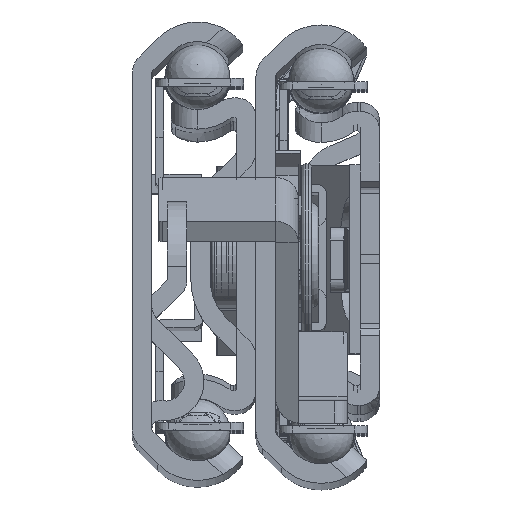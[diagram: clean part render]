
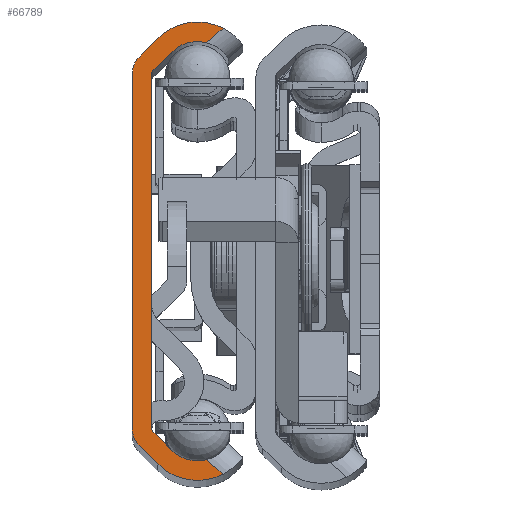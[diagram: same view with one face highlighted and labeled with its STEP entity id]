
A CAD part, top view. The second image highlights one B-rep face of the part: STEP entity #66789.
In plain terms, the highlighted planar face has unit normal (0, 0, 1).
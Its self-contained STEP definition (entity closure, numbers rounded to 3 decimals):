
#5723=PLANE('',#72639);
#9081=FACE_OUTER_BOUND('',#12590,.T.);
#12590=EDGE_LOOP('',(#59111,#59112,#59113,#59114,#59115,#59116,#59117,#59118,
#59119,#59120,#59121,#59122,#59123,#59124,#59125,#59126));
#16502=LINE('',#137248,#20628);
#16628=LINE('',#137740,#20754);
#16718=LINE('',#138069,#20844);
#16719=LINE('',#138074,#20845);
#16720=LINE('',#138079,#20846);
#16721=LINE('',#138082,#20847);
#16722=LINE('',#138084,#20848);
#16723=LINE('',#138086,#20849);
#20628=VECTOR('',#87716,10.);
#20754=VECTOR('',#88032,10.);
#20844=VECTOR('',#88294,10.);
#20845=VECTOR('',#88299,10.);
#20846=VECTOR('',#88304,10.);
#20847=VECTOR('',#88307,10.);
#20848=VECTOR('',#88308,10.);
#20849=VECTOR('',#88311,10.);
#23446=CIRCLE('',#72491,1.8);
#23493=CIRCLE('',#72633,4.3);
#23494=CIRCLE('',#72637,4.3);
#23495=CIRCLE('',#72640,2.8);
#23496=CIRCLE('',#72641,0.3);
#23497=CIRCLE('',#72642,0.3);
#23498=CIRCLE('',#72643,2.8);
#23499=CIRCLE('',#72644,1.8);
#29712=VERTEX_POINT('',#137245);
#29713=VERTEX_POINT('',#137247);
#29787=VERTEX_POINT('',#137397);
#29788=VERTEX_POINT('',#137399);
#29848=VERTEX_POINT('',#137739);
#29910=VERTEX_POINT('',#137988);
#29911=VERTEX_POINT('',#137999);
#29916=VERTEX_POINT('',#138037);
#29917=VERTEX_POINT('',#138039);
#29919=VERTEX_POINT('',#138054);
#29920=VERTEX_POINT('',#138071);
#29921=VERTEX_POINT('',#138073);
#29922=VERTEX_POINT('',#138076);
#29923=VERTEX_POINT('',#138078);
#29924=VERTEX_POINT('',#138080);
#29925=VERTEX_POINT('',#138083);
#39349=EDGE_CURVE('',#29712,#29713,#16502,.T.);
#39425=EDGE_CURVE('',#29787,#29788,#23446,.T.);
#39533=EDGE_CURVE('',#29788,#29848,#16628,.T.);
#39648=EDGE_CURVE('',#29910,#29911,#23493,.T.);
#39657=EDGE_CURVE('',#29916,#29917,#23494,.T.);
#39661=EDGE_CURVE('',#29919,#29910,#16718,.T.);
#39662=EDGE_CURVE('',#29920,#29919,#23495,.T.);
#39663=EDGE_CURVE('',#29921,#29920,#16719,.T.);
#39664=EDGE_CURVE('',#29713,#29921,#23496,.T.);
#39665=EDGE_CURVE('',#29922,#29712,#23497,.T.);
#39666=EDGE_CURVE('',#29923,#29922,#16720,.T.);
#39667=EDGE_CURVE('',#29924,#29923,#23498,.T.);
#39668=EDGE_CURVE('',#29917,#29924,#16721,.T.);
#39669=EDGE_CURVE('',#29925,#29916,#16722,.T.);
#39670=EDGE_CURVE('',#29848,#29925,#23499,.T.);
#39671=EDGE_CURVE('',#29911,#29787,#16723,.T.);
#59111=ORIENTED_EDGE('',*,*,#39661,.F.);
#59112=ORIENTED_EDGE('',*,*,#39662,.F.);
#59113=ORIENTED_EDGE('',*,*,#39663,.F.);
#59114=ORIENTED_EDGE('',*,*,#39664,.F.);
#59115=ORIENTED_EDGE('',*,*,#39349,.F.);
#59116=ORIENTED_EDGE('',*,*,#39665,.F.);
#59117=ORIENTED_EDGE('',*,*,#39666,.F.);
#59118=ORIENTED_EDGE('',*,*,#39667,.F.);
#59119=ORIENTED_EDGE('',*,*,#39668,.F.);
#59120=ORIENTED_EDGE('',*,*,#39657,.F.);
#59121=ORIENTED_EDGE('',*,*,#39669,.F.);
#59122=ORIENTED_EDGE('',*,*,#39670,.F.);
#59123=ORIENTED_EDGE('',*,*,#39533,.F.);
#59124=ORIENTED_EDGE('',*,*,#39425,.F.);
#59125=ORIENTED_EDGE('',*,*,#39671,.F.);
#59126=ORIENTED_EDGE('',*,*,#39648,.F.);
#66789=ADVANCED_FACE('',(#9081),#5723,.T.);
#72491=AXIS2_PLACEMENT_3D('',#137400,#87826,#87827);
#72633=AXIS2_PLACEMENT_3D('',#138000,#88275,#88276);
#72637=AXIS2_PLACEMENT_3D('',#138040,#88289,#88290);
#72639=AXIS2_PLACEMENT_3D('',#138070,#88295,#88296);
#72640=AXIS2_PLACEMENT_3D('',#138072,#88297,#88298);
#72641=AXIS2_PLACEMENT_3D('',#138075,#88300,#88301);
#72642=AXIS2_PLACEMENT_3D('',#138077,#88302,#88303);
#72643=AXIS2_PLACEMENT_3D('',#138081,#88305,#88306);
#72644=AXIS2_PLACEMENT_3D('',#138085,#88309,#88310);
#87716=DIRECTION('',(0.,-1.,0.));
#87826=DIRECTION('center_axis',(0.,0.,-1.));
#87827=DIRECTION('ref_axis',(1.,0.,0.));
#88032=DIRECTION('',(0.,1.,0.));
#88275=DIRECTION('center_axis',(0.,0.,-1.));
#88276=DIRECTION('ref_axis',(0.707,0.707,0.));
#88289=DIRECTION('center_axis',(0.,0.,-1.));
#88290=DIRECTION('ref_axis',(-0.814,-0.581,0.));
#88294=DIRECTION('',(0.751,-0.66,0.));
#88295=DIRECTION('center_axis',(0.,0.,1.));
#88296=DIRECTION('ref_axis',(1.,0.,0.));
#88297=DIRECTION('center_axis',(0.,0.,1.));
#88298=DIRECTION('ref_axis',(-0.707,-0.707,0.));
#88299=DIRECTION('',(0.707,-0.707,0.));
#88300=DIRECTION('center_axis',(0.,0.,1.));
#88301=DIRECTION('ref_axis',(-1.,0.,0.));
#88302=DIRECTION('center_axis',(0.,0.,1.));
#88303=DIRECTION('ref_axis',(-0.707,0.707,0.));
#88304=DIRECTION('',(-0.707,-0.707,0.));
#88305=DIRECTION('center_axis',(0.,0.,1.));
#88306=DIRECTION('ref_axis',(0.844,0.536,0.));
#88307=DIRECTION('',(-0.751,-0.66,0.));
#88308=DIRECTION('',(0.707,0.707,0.));
#88309=DIRECTION('center_axis',(0.,0.,-1.));
#88310=DIRECTION('ref_axis',(0.707,-0.707,0.));
#88311=DIRECTION('',(-0.707,0.707,0.));
#137245=CARTESIAN_POINT('',(1.5,13.636,303.));
#137247=CARTESIAN_POINT('',(1.5,-13.636,303.));
#137248=CARTESIAN_POINT('',(1.5,13.636,303.));
#137397=CARTESIAN_POINT('',(0.527,-14.908,303.));
#137399=CARTESIAN_POINT('',(0.,-13.636,303.));
#137400=CARTESIAN_POINT('Origin',(1.8,-13.636,303.));
#137739=CARTESIAN_POINT('',(0.,13.636,303.));
#137740=CARTESIAN_POINT('',(0.,-13.636,303.));
#137988=CARTESIAN_POINT('',(6.974,-17.12,303.));
#137999=CARTESIAN_POINT('',(1.959,-16.341,303.));
#138000=CARTESIAN_POINT('Origin',(5.,-13.3,303.));
#138037=CARTESIAN_POINT('',(1.959,16.341,303.));
#138039=CARTESIAN_POINT('',(6.974,17.12,303.));
#138040=CARTESIAN_POINT('Origin',(5.,13.3,303.));
#138054=CARTESIAN_POINT('',(5.71,-16.009,303.));
#138069=CARTESIAN_POINT('',(0.935,-11.813,303.));
#138070=CARTESIAN_POINT('Origin',(2.262,0.,
303.));
#138071=CARTESIAN_POINT('',(3.02,-15.28,303.));
#138072=CARTESIAN_POINT('Origin',(5.,-13.3,303.));
#138073=CARTESIAN_POINT('',(1.588,-13.848,303.));
#138074=CARTESIAN_POINT('',(1.588,-13.848,303.));
#138075=CARTESIAN_POINT('Origin',(1.8,-13.636,303.));
#138076=CARTESIAN_POINT('',(1.588,13.848,303.));
#138077=CARTESIAN_POINT('Origin',(1.8,13.636,303.));
#138078=CARTESIAN_POINT('',(3.02,15.28,303.));
#138079=CARTESIAN_POINT('',(3.02,15.28,303.));
#138080=CARTESIAN_POINT('',(5.71,16.009,303.));
#138081=CARTESIAN_POINT('Origin',(5.,13.3,303.));
#138082=CARTESIAN_POINT('',(1.503,12.312,303.));
#138083=CARTESIAN_POINT('',(0.527,14.908,303.));
#138084=CARTESIAN_POINT('',(0.527,14.908,303.));
#138085=CARTESIAN_POINT('Origin',(1.8,13.636,303.));
#138086=CARTESIAN_POINT('',(1.959,-16.341,303.));
